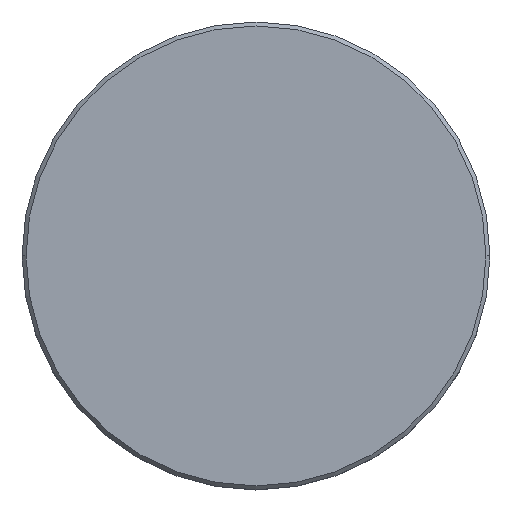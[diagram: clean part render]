
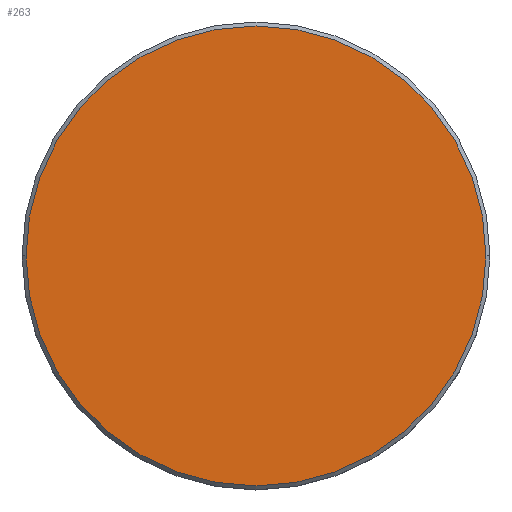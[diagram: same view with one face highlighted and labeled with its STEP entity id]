
A CAD part, top view. The second image highlights one B-rep face of the part: STEP entity #263.
In plain terms, the highlighted planar face has unit normal (0, 0, 1).
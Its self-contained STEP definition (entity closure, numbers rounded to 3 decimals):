
#68 = DIRECTION ( 'NONE',  ( 0., 0., 1. ) ) ;
#145 = AXIS2_PLACEMENT_3D ( 'NONE', #379, #752, #931 ) ;
#168 = ORIENTED_EDGE ( 'NONE', *, *, #371, .T. ) ;
#263 = ADVANCED_FACE ( 'NONE', ( #485 ), #1138, .T. ) ;
#371 = EDGE_CURVE ( 'NONE', #895, #909, #1006, .T. ) ;
#379 = CARTESIAN_POINT ( 'NONE',  ( 0., 0., 0. ) ) ;
#444 = CARTESIAN_POINT ( 'NONE',  ( -29., 0., 0. ) ) ;
#485 = FACE_OUTER_BOUND ( 'NONE', #1106, .T. ) ;
#525 = EDGE_CURVE ( 'NONE', #909, #895, #1017, .T. ) ;
#704 = DIRECTION ( 'NONE',  ( 1., 0., 0. ) ) ;
#752 = DIRECTION ( 'NONE',  ( 0., 0., 1. ) ) ;
#756 = DIRECTION ( 'NONE',  ( 0., 0., 1. ) ) ;
#836 = CARTESIAN_POINT ( 'NONE',  ( 0., 0., 0. ) ) ;
#886 = CARTESIAN_POINT ( 'NONE',  ( 0., 0., 0. ) ) ;
#895 = VERTEX_POINT ( 'NONE', #1080 ) ;
#909 = VERTEX_POINT ( 'NONE', #444 ) ;
#931 = DIRECTION ( 'NONE',  ( 1., 0., 0. ) ) ;
#1006 = CIRCLE ( 'NONE', #1157, 29. ) ;
#1017 = CIRCLE ( 'NONE', #1081, 29. ) ;
#1045 = ORIENTED_EDGE ( 'NONE', *, *, #525, .T. ) ;
#1080 = CARTESIAN_POINT ( 'NONE',  ( 29., 0., 0. ) ) ;
#1081 = AXIS2_PLACEMENT_3D ( 'NONE', #886, #68, #704 ) ;
#1106 = EDGE_LOOP ( 'NONE', ( #1045, #168 ) ) ;
#1126 = DIRECTION ( 'NONE',  ( 1., 0., 0. ) ) ;
#1138 = PLANE ( 'NONE',  #145 ) ;
#1157 = AXIS2_PLACEMENT_3D ( 'NONE', #836, #756, #1126 ) ;
